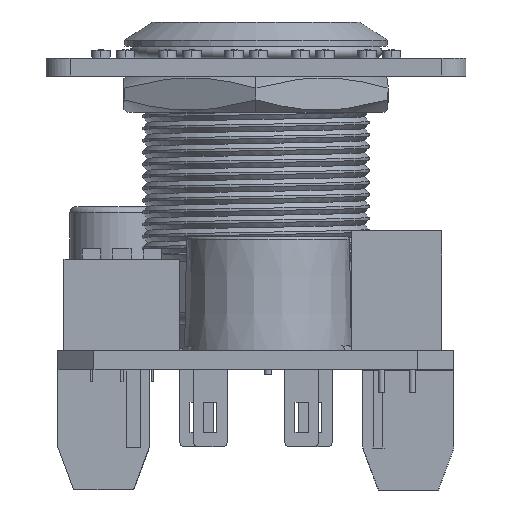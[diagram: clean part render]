
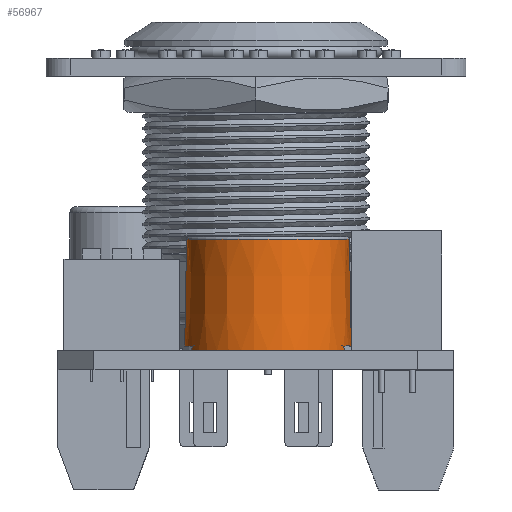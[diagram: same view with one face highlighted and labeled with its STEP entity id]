
A CAD part, front view. The second image highlights one B-rep face of the part: STEP entity #56967.
In plain terms, the highlighted conical face has half-angle 1 degrees and reference radius 6.95 mm.
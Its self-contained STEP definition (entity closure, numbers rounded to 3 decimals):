
#346 = CARTESIAN_POINT ( 'NONE',  ( 2.85, 0.134, 6.336 ) ) ;
#404 = LINE ( 'NONE', #19090, #16619 ) ;
#625 = VERTEX_POINT ( 'NONE', #22247 ) ;
#2102 = ORIENTED_EDGE ( 'NONE', *, *, #2155, .F. ) ;
#2155 = EDGE_CURVE ( 'NONE', #37860, #40231, #8420, .T. ) ;
#3378 = AXIS2_PLACEMENT_3D ( 'NONE', #17433, #7487, #27362 ) ;
#3815 = CARTESIAN_POINT ( 'NONE',  ( 0.244, 0.4, -6.943 ) ) ;
#4895 = EDGE_LOOP ( 'NONE', ( #34709, #41108, #18645, #39450, #49520, #6778, #2102, #22994 ) ) ;
#5254 = LINE ( 'NONE', #19533, #33984 ) ;
#6549 = CARTESIAN_POINT ( 'NONE',  ( 0., 0., 0. ) ) ;
#6778 = ORIENTED_EDGE ( 'NONE', *, *, #32124, .T. ) ;
#7487 = DIRECTION ( 'NONE',  ( 0., -1., 0. ) ) ;
#8420 = B_SPLINE_CURVE_WITH_KNOTS ( 'NONE', 3,
 ( #45375, #17426, #59653, #25507, #44444, #54393, #17128 ),
 .UNSPECIFIED., .F., .F.,
 ( 4, 3, 4 ),
 ( 0.002, 0.002, 0.002 ),
 .UNSPECIFIED. ) ;
#9664 = CARTESIAN_POINT ( 'NONE',  ( 2.85, 0., 6.339 ) ) ;
#12541 = CARTESIAN_POINT ( 'NONE',  ( 0., 0.4, -6.943 ) ) ;
#13279 = VERTEX_POINT ( 'NONE', #43328 ) ;
#13929 = CARTESIAN_POINT ( 'NONE',  ( 0., 0.4, 6.943 ) ) ;
#16336 = DIRECTION ( 'NONE',  ( 0., -1., 0. ) ) ;
#16619 = VECTOR ( 'NONE', #18459, 1000. ) ;
#16633 = CARTESIAN_POINT ( 'NONE',  ( 0., 0., 0. ) ) ;
#17128 = CARTESIAN_POINT ( 'NONE',  ( 2.85, 0., -6.339 ) ) ;
#17222 = CARTESIAN_POINT ( 'NONE',  ( 2.4, 0.401, -6.534 ) ) ;
#17426 = CARTESIAN_POINT ( 'NONE',  ( 2.85, 0.333, -6.332 ) ) ;
#17433 = CARTESIAN_POINT ( 'NONE',  ( 0., 9.303, 0. ) ) ;
#17816 = CARTESIAN_POINT ( 'NONE',  ( 1.936, 0.4, -6.685 ) ) ;
#18220 = CARTESIAN_POINT ( 'NONE',  ( 2.85, 0., -6.339 ) ) ;
#18459 = DIRECTION ( 'NONE',  ( 0., -1., 0.017 ) ) ;
#18645 = ORIENTED_EDGE ( 'NONE', *, *, #31623, .T. ) ;
#19090 = CARTESIAN_POINT ( 'NONE',  ( 0., 0., 6.95 ) ) ;
#19321 = DIRECTION ( 'NONE',  ( 0., 0., 1. ) ) ;
#19533 = CARTESIAN_POINT ( 'NONE',  ( 0., 0., -6.95 ) ) ;
#20701 = FACE_OUTER_BOUND ( 'NONE', #4895, .T. ) ;
#22247 = CARTESIAN_POINT ( 'NONE',  ( 2.85, 0., 6.339 ) ) ;
#22994 = ORIENTED_EDGE ( 'NONE', *, *, #37046, .T. ) ;
#23020 = VERTEX_POINT ( 'NONE', #42419 ) ;
#23360 = B_SPLINE_CURVE_WITH_KNOTS ( 'NONE', 3,
 ( #9664, #61185, #346, #38276, #46670, #27741, #42013 ),
 .UNSPECIFIED., .F., .F.,
 ( 4, 3, 4 ),
 ( 0.002, 0.002, 0.002 ),
 .UNSPECIFIED. ) ;
#24603 = CIRCLE ( 'NONE', #34588, 6.95 ) ;
#25507 = CARTESIAN_POINT ( 'NONE',  ( 2.85, 0.201, -6.335 ) ) ;
#25944 = CARTESIAN_POINT ( 'NONE',  ( 0., 0.4, 6.943 ) ) ;
#27362 = DIRECTION ( 'NONE',  ( 0., 0., -1. ) ) ;
#27441 = CARTESIAN_POINT ( 'NONE',  ( 1.222, 0.4, -6.839 ) ) ;
#27741 = CARTESIAN_POINT ( 'NONE',  ( 2.85, 0.334, 6.332 ) ) ;
#29026 = AXIS2_PLACEMENT_3D ( 'NONE', #16633, #16336, #49885 ) ;
#29428 = CARTESIAN_POINT ( 'NONE',  ( 1.957, 0.4, 6.733 ) ) ;
#31623 = EDGE_CURVE ( 'NONE', #59762, #55273, #404, .T. ) ;
#32124 = EDGE_CURVE ( 'NONE', #625, #40231, #24603, .T. ) ;
#33984 = VECTOR ( 'NONE', #38487, 1000. ) ;
#34140 = CARTESIAN_POINT ( 'NONE',  ( 0.979, 0.4, 6.943 ) ) ;
#34588 = AXIS2_PLACEMENT_3D ( 'NONE', #6549, #42898, #19321 ) ;
#34709 = ORIENTED_EDGE ( 'NONE', *, *, #56675, .F. ) ;
#36145 = CIRCLE ( 'NONE', #3378, 6.788 ) ;
#36802 = CARTESIAN_POINT ( 'NONE',  ( 0.98, 0.4, -6.878 ) ) ;
#37046 = EDGE_CURVE ( 'NONE', #37860, #13279, #53366, .T. ) ;
#37111 = CARTESIAN_POINT ( 'NONE',  ( 2.85, 0.4, -6.331 ) ) ;
#37533 = CARTESIAN_POINT ( 'NONE',  ( 2.85, 0.4, -6.331 ) ) ;
#37860 = VERTEX_POINT ( 'NONE', #37533 ) ;
#38276 = CARTESIAN_POINT ( 'NONE',  ( 2.85, 0.201, 6.335 ) ) ;
#38487 = DIRECTION ( 'NONE',  ( 0., -1., -0.017 ) ) ;
#39450 = ORIENTED_EDGE ( 'NONE', *, *, #53967, .T. ) ;
#40231 = VERTEX_POINT ( 'NONE', #18220 ) ;
#41108 = ORIENTED_EDGE ( 'NONE', *, *, #58506, .T. ) ;
#41601 = EDGE_CURVE ( 'NONE', #625, #54151, #23360, .T. ) ;
#42013 = CARTESIAN_POINT ( 'NONE',  ( 2.85, 0.4, 6.331 ) ) ;
#42419 = CARTESIAN_POINT ( 'NONE',  ( 0., 9.303, -6.788 ) ) ;
#42769 = CARTESIAN_POINT ( 'NONE',  ( 2.85, 0.4, 6.331 ) ) ;
#42898 = DIRECTION ( 'NONE',  ( 0., 1., 0. ) ) ;
#43328 = CARTESIAN_POINT ( 'NONE',  ( 0., 0.4, -6.943 ) ) ;
#44444 = CARTESIAN_POINT ( 'NONE',  ( 2.85, 0.134, -6.336 ) ) ;
#44833 = B_SPLINE_CURVE_WITH_KNOTS ( 'NONE', 3,
 ( #13929, #34140, #29428, #42769 ),
 .UNSPECIFIED., .F., .F.,
 ( 4, 4 ),
 ( 0.5, 1. ),
 .UNSPECIFIED. ) ;
#45375 = CARTESIAN_POINT ( 'NONE',  ( 2.85, 0.4, -6.331 ) ) ;
#45876 = CONICAL_SURFACE ( 'NONE', #29026, 6.95, 0.017 ) ;
#46670 = CARTESIAN_POINT ( 'NONE',  ( 2.85, 0.267, 6.334 ) ) ;
#49520 = ORIENTED_EDGE ( 'NONE', *, *, #41601, .F. ) ;
#49885 = DIRECTION ( 'NONE',  ( 0., 0., 1. ) ) ;
#51435 = CARTESIAN_POINT ( 'NONE',  ( 2.85, 0.4, 6.331 ) ) ;
#52508 = CARTESIAN_POINT ( 'NONE',  ( 0., 9.303, 6.788 ) ) ;
#53366 = B_SPLINE_CURVE_WITH_KNOTS ( 'NONE', 3,
 ( #37111, #17222, #17816, #27441, #36802, #55101, #3815, #12541 ),
 .UNSPECIFIED., .F., .F.,
 ( 4, 2, 2, 4 ),
 ( 0., 0.001, 0.002, 0.003 ),
 .UNSPECIFIED. ) ;
#53967 = EDGE_CURVE ( 'NONE', #55273, #54151, #44833, .T. ) ;
#54151 = VERTEX_POINT ( 'NONE', #51435 ) ;
#54393 = CARTESIAN_POINT ( 'NONE',  ( 2.85, 0.067, -6.337 ) ) ;
#55101 = CARTESIAN_POINT ( 'NONE',  ( 0.491, 0.4, -6.93 ) ) ;
#55273 = VERTEX_POINT ( 'NONE', #25944 ) ;
#56675 = EDGE_CURVE ( 'NONE', #23020, #13279, #5254, .T. ) ;
#56967 = ADVANCED_FACE ( 'NONE', ( #20701 ), #45876, .T. ) ;
#58506 = EDGE_CURVE ( 'NONE', #23020, #59762, #36145, .T. ) ;
#59653 = CARTESIAN_POINT ( 'NONE',  ( 2.85, 0.267, -6.334 ) ) ;
#59762 = VERTEX_POINT ( 'NONE', #52508 ) ;
#61185 = CARTESIAN_POINT ( 'NONE',  ( 2.85, 0.067, 6.337 ) ) ;
